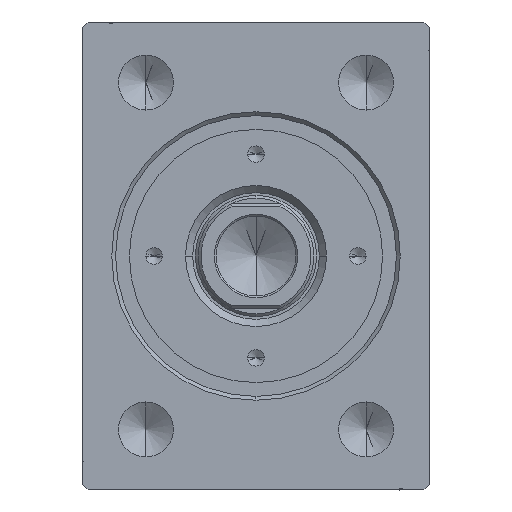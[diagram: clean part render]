
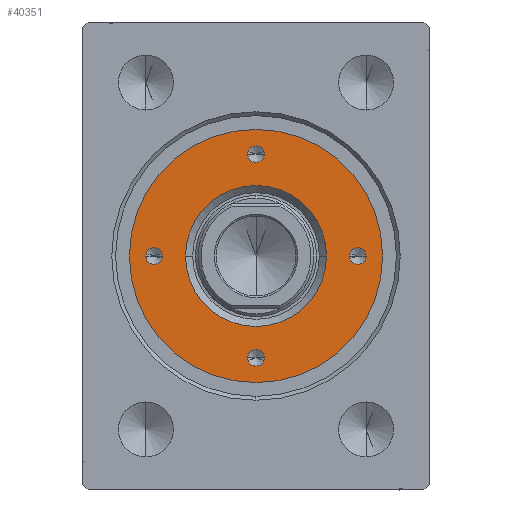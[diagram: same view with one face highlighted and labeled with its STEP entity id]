
A CAD part, left-side view. The second image highlights one B-rep face of the part: STEP entity #40351.
In plain terms, the highlighted face is planar.
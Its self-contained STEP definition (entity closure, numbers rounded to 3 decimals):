
#143 = AXIS2_PLACEMENT_3D ( 'NONE', #36264, #33360, #2863 ) ;
#177 = CARTESIAN_POINT ( 'NONE',  ( -12.8, 0., 72.8 ) ) ;
#376 = EDGE_CURVE ( 'NONE', #27754, #9883, #22788, .T. ) ;
#481 = CIRCLE ( 'NONE', #36750, 23. ) ;
#1085 = DIRECTION ( 'NONE',  ( 0., 0., 1. ) ) ;
#1296 = VERTEX_POINT ( 'NONE', #34210 ) ;
#1488 = EDGE_CURVE ( 'NONE', #33271, #24849, #29943, .T. ) ;
#1925 = VERTEX_POINT ( 'NONE', #18014 ) ;
#2142 = CIRCLE ( 'NONE', #27024, 1.5 ) ;
#2364 = DIRECTION ( 'NONE',  ( 1., 0., 0. ) ) ;
#2451 = DIRECTION ( 'NONE',  ( 0., 0., 1. ) ) ;
#2488 = AXIS2_PLACEMENT_3D ( 'NONE', #17219, #13435, #34359 ) ;
#2524 = CARTESIAN_POINT ( 'NONE',  ( 12.8, 0., 72.8 ) ) ;
#2863 = DIRECTION ( 'NONE',  ( 1., 0., 0. ) ) ;
#2881 = CIRCLE ( 'NONE', #27772, 1.5 ) ;
#3198 = VERTEX_POINT ( 'NONE', #26241 ) ;
#4645 = DIRECTION ( 'NONE',  ( 1., 0., 0. ) ) ;
#5310 = CARTESIAN_POINT ( 'NONE',  ( -1.5, 18.5, 72.8 ) ) ;
#5465 = EDGE_LOOP ( 'NONE', ( #18555, #19863 ) ) ;
#5547 = EDGE_LOOP ( 'NONE', ( #17646, #19446 ) ) ;
#5572 = AXIS2_PLACEMENT_3D ( 'NONE', #9553, #24013, #43401 ) ;
#5708 = EDGE_LOOP ( 'NONE', ( #27318, #20781 ) ) ;
#7922 = AXIS2_PLACEMENT_3D ( 'NONE', #16139, #28854, #12790 ) ;
#9553 = CARTESIAN_POINT ( 'NONE',  ( 0., 18.5, 72.8 ) ) ;
#9883 = VERTEX_POINT ( 'NONE', #177 ) ;
#9932 = EDGE_CURVE ( 'NONE', #9883, #27754, #42865, .T. ) ;
#10745 = ORIENTED_EDGE ( 'NONE', *, *, #24933, .F. ) ;
#11738 = CIRCLE ( 'NONE', #2488, 1.5 ) ;
#11937 = CARTESIAN_POINT ( 'NONE',  ( 0., 0., 72.8 ) ) ;
#12265 = CIRCLE ( 'NONE', #143, 1.5 ) ;
#12469 = CARTESIAN_POINT ( 'NONE',  ( -17., 0., 72.8 ) ) ;
#12790 = DIRECTION ( 'NONE',  ( 1., 0., 0. ) ) ;
#13435 = DIRECTION ( 'NONE',  ( 0., 0., 1. ) ) ;
#13615 = EDGE_LOOP ( 'NONE', ( #39380, #10745 ) ) ;
#13764 = EDGE_CURVE ( 'NONE', #35916, #43727, #24783, .T. ) ;
#14360 = CARTESIAN_POINT ( 'NONE',  ( 0., 0., 72.8 ) ) ;
#14560 = EDGE_CURVE ( 'NONE', #18792, #1296, #19139, .T. ) ;
#14961 = DIRECTION ( 'NONE',  ( 0., 0., 1. ) ) ;
#15197 = ORIENTED_EDGE ( 'NONE', *, *, #20648, .F. ) ;
#16078 = DIRECTION ( 'NONE',  ( 0., 0., 1. ) ) ;
#16139 = CARTESIAN_POINT ( 'NONE',  ( -18.5, 0., 72.8 ) ) ;
#17219 = CARTESIAN_POINT ( 'NONE',  ( 18.5, 0., 72.8 ) ) ;
#17274 = EDGE_CURVE ( 'NONE', #24849, #33271, #2142, .T. ) ;
#17646 = ORIENTED_EDGE ( 'NONE', *, *, #1488, .F. ) ;
#18014 = CARTESIAN_POINT ( 'NONE',  ( -1.5, -18.5, 72.8 ) ) ;
#18555 = ORIENTED_EDGE ( 'NONE', *, *, #14560, .T. ) ;
#18657 = EDGE_CURVE ( 'NONE', #27733, #1925, #42712, .T. ) ;
#18747 = ORIENTED_EDGE ( 'NONE', *, *, #9932, .T. ) ;
#18792 = VERTEX_POINT ( 'NONE', #26437 ) ;
#18836 = FACE_BOUND ( 'NONE', #13615, .T. ) ;
#19139 = CIRCLE ( 'NONE', #27665, 23. ) ;
#19446 = ORIENTED_EDGE ( 'NONE', *, *, #17274, .F. ) ;
#19494 = FACE_BOUND ( 'NONE', #5547, .T. ) ;
#19863 = ORIENTED_EDGE ( 'NONE', *, *, #42179, .T. ) ;
#20385 = DIRECTION ( 'NONE',  ( 1., 0., 0. ) ) ;
#20637 = DIRECTION ( 'NONE',  ( 1., 0., 0. ) ) ;
#20648 = EDGE_CURVE ( 'NONE', #43727, #35916, #2881, .T. ) ;
#20781 = ORIENTED_EDGE ( 'NONE', *, *, #30633, .F. ) ;
#20821 = DIRECTION ( 'NONE',  ( 0., 0., 1. ) ) ;
#20919 = DIRECTION ( 'NONE',  ( 1., 0., 0. ) ) ;
#21076 = CARTESIAN_POINT ( 'NONE',  ( 0., 0., 72.8 ) ) ;
#21356 = DIRECTION ( 'NONE',  ( 0., 0., 1. ) ) ;
#22026 = CARTESIAN_POINT ( 'NONE',  ( -20., 0., 72.8 ) ) ;
#22240 = ORIENTED_EDGE ( 'NONE', *, *, #376, .T. ) ;
#22788 = CIRCLE ( 'NONE', #34176, 12.8 ) ;
#22828 = DIRECTION ( 'NONE',  ( 0., 0., 1. ) ) ;
#23051 = AXIS2_PLACEMENT_3D ( 'NONE', #30094, #16078, #33651 ) ;
#24013 = DIRECTION ( 'NONE',  ( 0., 0., 1. ) ) ;
#24783 = CIRCLE ( 'NONE', #5572, 1.5 ) ;
#24849 = VERTEX_POINT ( 'NONE', #22026 ) ;
#24933 = EDGE_CURVE ( 'NONE', #29488, #3198, #12265, .T. ) ;
#25135 = CARTESIAN_POINT ( 'NONE',  ( -18.5, 0., 72.8 ) ) ;
#25750 = DIRECTION ( 'NONE',  ( 0., 0., -1. ) ) ;
#26173 = PLANE ( 'NONE',  #33143 ) ;
#26241 = CARTESIAN_POINT ( 'NONE',  ( 20., 0., 72.8 ) ) ;
#26437 = CARTESIAN_POINT ( 'NONE',  ( -23., 0., 72.8 ) ) ;
#27024 = AXIS2_PLACEMENT_3D ( 'NONE', #25135, #1085, #4645 ) ;
#27318 = ORIENTED_EDGE ( 'NONE', *, *, #18657, .F. ) ;
#27665 = AXIS2_PLACEMENT_3D ( 'NONE', #32720, #2451, #42992 ) ;
#27733 = VERTEX_POINT ( 'NONE', #36803 ) ;
#27754 = VERTEX_POINT ( 'NONE', #2524 ) ;
#27772 = AXIS2_PLACEMENT_3D ( 'NONE', #38787, #14961, #28767 ) ;
#27915 = AXIS2_PLACEMENT_3D ( 'NONE', #31778, #25750, #32648 ) ;
#28767 = DIRECTION ( 'NONE',  ( 1., 0., 0. ) ) ;
#28854 = DIRECTION ( 'NONE',  ( 0., 0., 1. ) ) ;
#29488 = VERTEX_POINT ( 'NONE', #30143 ) ;
#29943 = CIRCLE ( 'NONE', #7922, 1.5 ) ;
#30094 = CARTESIAN_POINT ( 'NONE',  ( 0., -18.5, 72.8 ) ) ;
#30143 = CARTESIAN_POINT ( 'NONE',  ( 17., 0., 72.8 ) ) ;
#30633 = EDGE_CURVE ( 'NONE', #1925, #27733, #31610, .T. ) ;
#30892 = EDGE_LOOP ( 'NONE', ( #39238, #15197 ) ) ;
#31370 = CARTESIAN_POINT ( 'NONE',  ( 0., -18.5, 72.8 ) ) ;
#31610 = CIRCLE ( 'NONE', #23051, 1.5 ) ;
#31778 = CARTESIAN_POINT ( 'NONE',  ( 0., 0., 72.8 ) ) ;
#32648 = DIRECTION ( 'NONE',  ( 1., 0., 0. ) ) ;
#32720 = CARTESIAN_POINT ( 'NONE',  ( 0., 0., 72.8 ) ) ;
#33143 = AXIS2_PLACEMENT_3D ( 'NONE', #11937, #22828, #2364 ) ;
#33271 = VERTEX_POINT ( 'NONE', #12469 ) ;
#33275 = EDGE_LOOP ( 'NONE', ( #22240, #18747 ) ) ;
#33360 = DIRECTION ( 'NONE',  ( 0., 0., 1. ) ) ;
#33651 = DIRECTION ( 'NONE',  ( 1., 0., 0. ) ) ;
#33693 = CARTESIAN_POINT ( 'NONE',  ( 1.5, 18.5, 72.8 ) ) ;
#34176 = AXIS2_PLACEMENT_3D ( 'NONE', #21076, #34659, #20637 ) ;
#34210 = CARTESIAN_POINT ( 'NONE',  ( 23., 0., 72.8 ) ) ;
#34359 = DIRECTION ( 'NONE',  ( 1., 0., 0. ) ) ;
#34659 = DIRECTION ( 'NONE',  ( 0., 0., -1. ) ) ;
#35535 = FACE_OUTER_BOUND ( 'NONE', #5465, .T. ) ;
#35568 = AXIS2_PLACEMENT_3D ( 'NONE', #31370, #21356, #20919 ) ;
#35916 = VERTEX_POINT ( 'NONE', #33693 ) ;
#36264 = CARTESIAN_POINT ( 'NONE',  ( 18.5, 0., 72.8 ) ) ;
#36639 = EDGE_CURVE ( 'NONE', #3198, #29488, #11738, .T. ) ;
#36750 = AXIS2_PLACEMENT_3D ( 'NONE', #14360, #20821, #20385 ) ;
#36803 = CARTESIAN_POINT ( 'NONE',  ( 1.5, -18.5, 72.8 ) ) ;
#38787 = CARTESIAN_POINT ( 'NONE',  ( 0., 18.5, 72.8 ) ) ;
#38890 = FACE_BOUND ( 'NONE', #5708, .T. ) ;
#39100 = FACE_BOUND ( 'NONE', #30892, .T. ) ;
#39238 = ORIENTED_EDGE ( 'NONE', *, *, #13764, .F. ) ;
#39380 = ORIENTED_EDGE ( 'NONE', *, *, #36639, .F. ) ;
#40351 = ADVANCED_FACE ( 'NONE', ( #19494, #39100, #18836, #38890, #42247, #35535 ), #26173, .T. ) ;
#42179 = EDGE_CURVE ( 'NONE', #1296, #18792, #481, .T. ) ;
#42247 = FACE_BOUND ( 'NONE', #33275, .T. ) ;
#42712 = CIRCLE ( 'NONE', #35568, 1.5 ) ;
#42865 = CIRCLE ( 'NONE', #27915, 12.8 ) ;
#42992 = DIRECTION ( 'NONE',  ( 1., 0., 0. ) ) ;
#43401 = DIRECTION ( 'NONE',  ( 1., 0., 0. ) ) ;
#43727 = VERTEX_POINT ( 'NONE', #5310 ) ;
